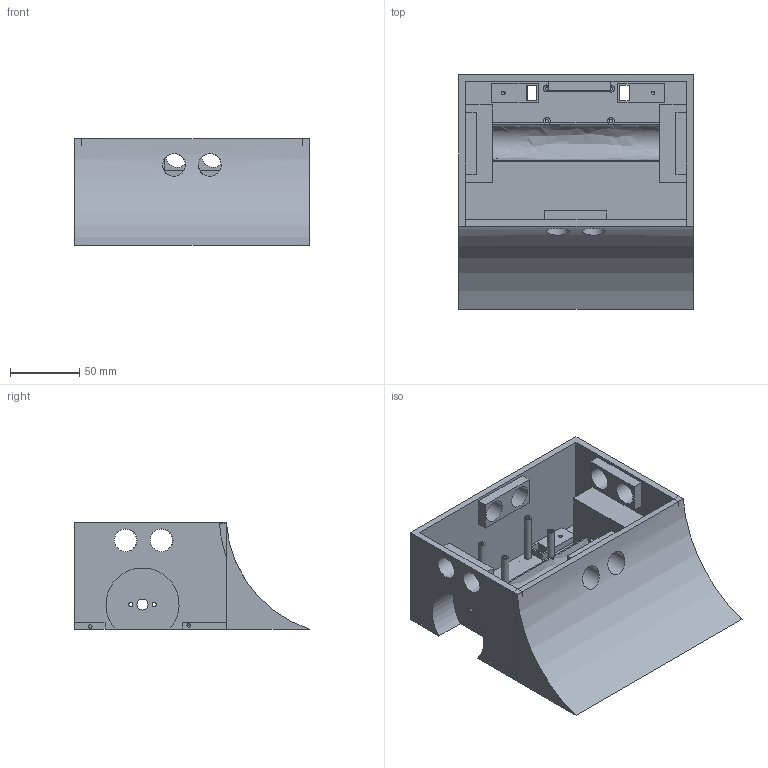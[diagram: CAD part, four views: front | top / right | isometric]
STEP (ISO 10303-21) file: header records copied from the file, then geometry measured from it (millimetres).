
FILE_DESCRIPTION(/* description */ (''),/* implementation_level */ '2;1');
FILE_NAME(/* name */ '3D Rob Sumo - Final .step',/* time_stamp */ '2025-04-27T12:45:35-03:00',/* author */ (''),/* organization */ (''),/* preprocessor_version */ 'ST-DEVELOPER v20.1',/* originating_system */ 'Autodesk Translation Framework v14.4.0.0',/* authorisation */ '');
FILE_SCHEMA (('AUTOMOTIVE_DESIGN { 1 0 10303 214 3 1 1 }'));
Length unit declared in the file: millimetre
Products named in the file (4): 3D Robô Sumo - Final; Base; Parede; Rampa Frontal
Assembly tree (3 placements, depth 2):
  3D Robô Sumo - Final
    Base
    Parede
    Rampa Frontal
Bounding box: 170 x 170 x 77 mm (x, y, z)
Volume: 382853 mm3; surface area: 182663 mm2
Topology: 3 solids, 3 shells, 191 faces, 491 edges, 322 vertices
Faces by surface type: plane 130, cylinder 41, cone 14, bspline 6
Full cylindrical faces by diameter (mm): 0.1 x1, 1.471 x2, 2.529 x16, 3 x4, 5 x4, 8 x2, 16.5 x8
Entity records: 6193 total; most frequent: CARTESIAN_POINT 1360, ORIENTED_EDGE 954, DIRECTION 936, EDGE_CURVE 477, LINE 366, VECTOR 366, VERTEX_POINT 322, AXIS2_PLACEMENT_3D 285
